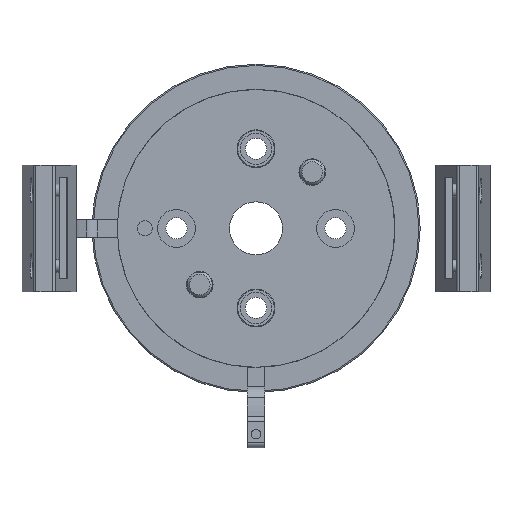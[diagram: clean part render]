
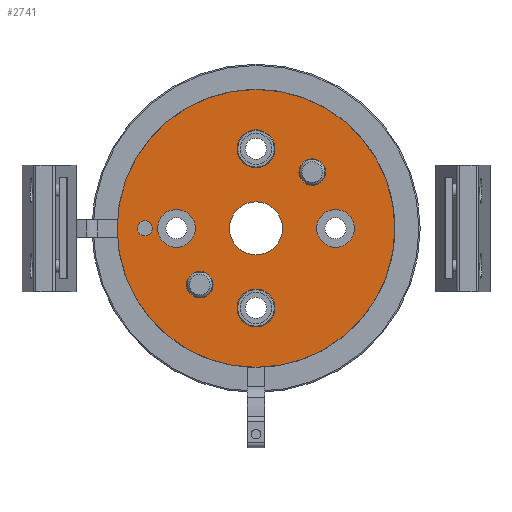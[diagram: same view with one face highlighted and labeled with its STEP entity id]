
A CAD part, front view. The second image highlights one B-rep face of the part: STEP entity #2741.
In plain terms, the highlighted planar face has unit normal (0, -1, 0).
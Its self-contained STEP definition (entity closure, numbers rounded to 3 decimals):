
#140=PLANE('',#3254);
#259=CIRCLE('',#3228,55.);
#277=CIRCLE('',#3255,10.5);
#278=CIRCLE('',#3256,7.5);
#279=CIRCLE('',#3257,3.);
#280=CIRCLE('',#3258,5.25);
#281=CIRCLE('',#3259,5.25);
#282=CIRCLE('',#3260,7.5);
#283=CIRCLE('',#3261,7.5);
#284=CIRCLE('',#3262,7.5);
#475=ORIENTED_EDGE('',*,*,#1162,.F.);
#476=ORIENTED_EDGE('',*,*,#1163,.F.);
#477=ORIENTED_EDGE('',*,*,#1164,.F.);
#478=ORIENTED_EDGE('',*,*,#1165,.F.);
#479=ORIENTED_EDGE('',*,*,#1166,.F.);
#480=ORIENTED_EDGE('',*,*,#1167,.F.);
#481=ORIENTED_EDGE('',*,*,#1168,.F.);
#482=ORIENTED_EDGE('',*,*,#1169,.F.);
#483=ORIENTED_EDGE('',*,*,#1136,.T.);
#1136=EDGE_CURVE('',#1484,#1484,#259,.T.);
#1162=EDGE_CURVE('',#1505,#1505,#277,.T.);
#1163=EDGE_CURVE('',#1506,#1506,#278,.F.);
#1164=EDGE_CURVE('',#1507,#1507,#279,.T.);
#1165=EDGE_CURVE('',#1508,#1508,#280,.T.);
#1166=EDGE_CURVE('',#1509,#1509,#281,.T.);
#1167=EDGE_CURVE('',#1510,#1510,#282,.T.);
#1168=EDGE_CURVE('',#1511,#1511,#283,.T.);
#1169=EDGE_CURVE('',#1512,#1512,#284,.T.);
#1484=VERTEX_POINT('',#4576);
#1505=VERTEX_POINT('',#4640);
#1506=VERTEX_POINT('',#4642);
#1507=VERTEX_POINT('',#4644);
#1508=VERTEX_POINT('',#4646);
#1509=VERTEX_POINT('',#4648);
#1510=VERTEX_POINT('',#4650);
#1511=VERTEX_POINT('',#4652);
#1512=VERTEX_POINT('',#4654);
#2086=EDGE_LOOP('',(#475));
#2087=EDGE_LOOP('',(#476));
#2088=EDGE_LOOP('',(#477));
#2089=EDGE_LOOP('',(#478));
#2090=EDGE_LOOP('',(#479));
#2091=EDGE_LOOP('',(#480));
#2092=EDGE_LOOP('',(#481));
#2093=EDGE_LOOP('',(#482));
#2094=EDGE_LOOP('',(#483));
#2391=FACE_BOUND('',#2086,.T.);
#2392=FACE_BOUND('',#2087,.T.);
#2393=FACE_BOUND('',#2088,.T.);
#2394=FACE_BOUND('',#2089,.T.);
#2395=FACE_BOUND('',#2090,.T.);
#2396=FACE_BOUND('',#2091,.T.);
#2397=FACE_BOUND('',#2092,.T.);
#2398=FACE_BOUND('',#2093,.T.);
#2399=FACE_BOUND('',#2094,.T.);
#2741=ADVANCED_FACE('',(#2391,#2392,#2393,#2394,#2395,#2396,#2397,#2398,
#2399),#140,.F.);
#3228=AXIS2_PLACEMENT_3D('',#4575,#3626,#3627);
#3254=AXIS2_PLACEMENT_3D('',#4638,#3684,#3685);
#3255=AXIS2_PLACEMENT_3D('',#4639,#3686,#3687);
#3256=AXIS2_PLACEMENT_3D('',#4641,#3688,#3689);
#3257=AXIS2_PLACEMENT_3D('',#4643,#3690,#3691);
#3258=AXIS2_PLACEMENT_3D('',#4645,#3692,#3693);
#3259=AXIS2_PLACEMENT_3D('',#4647,#3694,#3695);
#3260=AXIS2_PLACEMENT_3D('',#4649,#3696,#3697);
#3261=AXIS2_PLACEMENT_3D('',#4651,#3698,#3699);
#3262=AXIS2_PLACEMENT_3D('',#4653,#3700,#3701);
#3626=DIRECTION('',(0.,-1.,0.));
#3627=DIRECTION('',(0.,0.,-1.));
#3684=DIRECTION('',(0.,1.,0.));
#3685=DIRECTION('',(0.,0.,1.));
#3686=DIRECTION('',(0.,-1.,0.));
#3687=DIRECTION('',(0.,0.,-1.));
#3688=DIRECTION('',(0.,1.,0.));
#3689=DIRECTION('',(0.,0.,1.));
#3690=DIRECTION('',(0.,-1.,0.));
#3691=DIRECTION('',(0.,0.,-1.));
#3692=DIRECTION('',(0.,-1.,0.));
#3693=DIRECTION('',(0.,0.,-1.));
#3694=DIRECTION('',(0.,-1.,0.));
#3695=DIRECTION('',(0.,0.,-1.));
#3696=DIRECTION('',(0.,-1.,0.));
#3697=DIRECTION('',(0.,0.,-1.));
#3698=DIRECTION('',(0.,-1.,0.));
#3699=DIRECTION('',(0.,0.,-1.));
#3700=DIRECTION('',(0.,-1.,0.));
#3701=DIRECTION('',(0.,0.,-1.));
#4575=CARTESIAN_POINT('',(0.,0.,0.));
#4576=CARTESIAN_POINT('',(0.,0.,-55.));
#4638=CARTESIAN_POINT('',(55.,0.,0.));
#4639=CARTESIAN_POINT('',(0.,0.,0.));
#4640=CARTESIAN_POINT('',(0.,0.,-10.5));
#4641=CARTESIAN_POINT('',(31.5,0.,0.));
#4642=CARTESIAN_POINT('',(31.5,0.,7.5));
#4643=CARTESIAN_POINT('',(0.,0.,-44.));
#4644=CARTESIAN_POINT('',(0.,0.,-47.));
#4645=CARTESIAN_POINT('',(-22.274,0.,22.274));
#4646=CARTESIAN_POINT('',(-22.274,0.,17.024));
#4647=CARTESIAN_POINT('',(22.274,0.,-22.274));
#4648=CARTESIAN_POINT('',(22.274,0.,-27.524));
#4649=CARTESIAN_POINT('',(0.,0.,31.5));
#4650=CARTESIAN_POINT('',(0.,0.,24.));
#4651=CARTESIAN_POINT('',(0.,0.,-31.5));
#4652=CARTESIAN_POINT('',(0.,0.,-39.));
#4653=CARTESIAN_POINT('',(-31.5,0.,0.));
#4654=CARTESIAN_POINT('',(-31.5,0.,-7.5));
